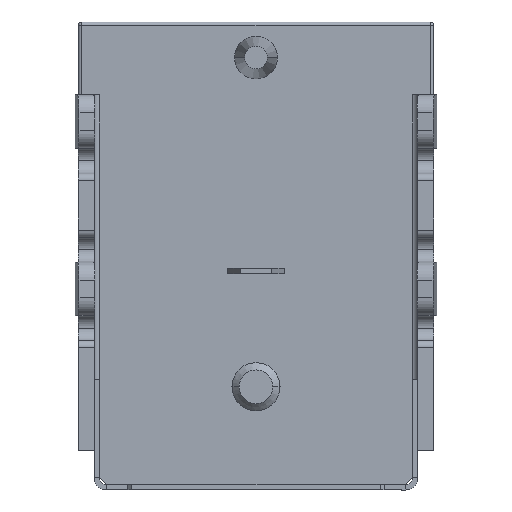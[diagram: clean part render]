
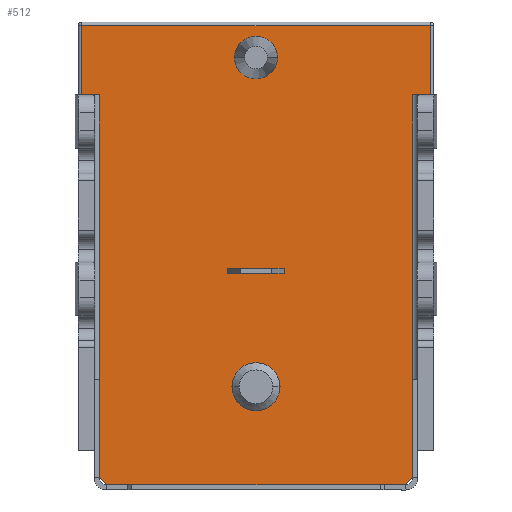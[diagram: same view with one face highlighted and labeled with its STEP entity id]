
A CAD part, front view. The second image highlights one B-rep face of the part: STEP entity #512.
In plain terms, the highlighted planar face has unit normal (0, -1, 0).
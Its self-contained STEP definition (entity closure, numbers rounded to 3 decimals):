
#60 = LINE ( 'NONE', #5311, #2152 ) ;
#137 = CARTESIAN_POINT ( 'NONE',  ( 4.4, -5., 10.936 ) ) ;
#167 = FACE_OUTER_BOUND ( 'NONE', #3603, .T. ) ;
#205 = CARTESIAN_POINT ( 'NONE',  ( -0.675, -5., -10.25 ) ) ;
#269 = CARTESIAN_POINT ( 'NONE',  ( 4.4, -5., -2.05 ) ) ;
#280 = AXIS2_PLACEMENT_3D ( 'NONE', #4280, #1910, #1185 ) ;
#319 = DIRECTION ( 'NONE',  ( 1., 0., 0. ) ) ;
#337 = ORIENTED_EDGE ( 'NONE', *, *, #5457, .F. ) ;
#395 = CARTESIAN_POINT ( 'NONE',  ( -5., -5., -16.192 ) ) ;
#433 = VECTOR ( 'NONE', #8882, 1000. ) ;
#460 = VERTEX_POINT ( 'NONE', #7499 ) ;
#512 = ADVANCED_FACE ( 'NONE', ( #4757, #167 ), #9881, .T. ) ;
#704 = LINE ( 'NONE', #5736, #8759 ) ;
#790 = LINE ( 'NONE', #5686, #2028 ) ;
#900 = VERTEX_POINT ( 'NONE', #10191 ) ;
#1111 = AXIS2_PLACEMENT_3D ( 'NONE', #395, #8321, #1287 ) ;
#1180 = VECTOR ( 'NONE', #3392, 1000. ) ;
#1185 = DIRECTION ( 'NONE',  ( 1., 0., 0. ) ) ;
#1287 = DIRECTION ( 'NONE',  ( 1., 0., 0. ) ) ;
#1602 = EDGE_CURVE ( 'NONE', #1908, #4318, #704, .T. ) ;
#1712 = CARTESIAN_POINT ( 'NONE',  ( -3.004, -5., -14.196 ) ) ;
#1908 = VERTEX_POINT ( 'NONE', #3948 ) ;
#1910 = DIRECTION ( 'NONE',  ( 0., -1., 0. ) ) ;
#2028 = VECTOR ( 'NONE', #9683, 1000. ) ;
#2152 = VECTOR ( 'NONE', #7716, 1000. ) ;
#2218 = ORIENTED_EDGE ( 'NONE', *, *, #2715, .F. ) ;
#2274 = LINE ( 'NONE', #10063, #6348 ) ;
#2337 = AXIS2_PLACEMENT_3D ( 'NONE', #8183, #4930, #319 ) ;
#2424 = LINE ( 'NONE', #137, #433 ) ;
#2451 = LINE ( 'NONE', #1712, #9239 ) ;
#2683 = ORIENTED_EDGE ( 'NONE', *, *, #3899, .T. ) ;
#2715 = EDGE_CURVE ( 'NONE', #460, #4317, #790, .T. ) ;
#2821 = ORIENTED_EDGE ( 'NONE', *, *, #8960, .F. ) ;
#2941 = CIRCLE ( 'NONE', #280, 0.675 ) ;
#3126 = EDGE_CURVE ( 'NONE', #8149, #8478, #2274, .T. ) ;
#3140 = EDGE_CURVE ( 'NONE', #460, #1908, #10214, .T. ) ;
#3392 = DIRECTION ( 'NONE',  ( 0.707, 0., 0.707 ) ) ;
#3554 = DIRECTION ( 'NONE',  ( -1., 0., 0. ) ) ;
#3566 = VERTEX_POINT ( 'NONE', #7359 ) ;
#3603 = EDGE_LOOP ( 'NONE', ( #9071, #9394, #9248, #2218, #7145, #7992, #4905, #337, #2683, #10010 ) ) ;
#3899 = EDGE_CURVE ( 'NONE', #4510, #900, #5546, .T. ) ;
#3937 = DIRECTION ( 'NONE',  ( 0., 0., 1. ) ) ;
#3948 = CARTESIAN_POINT ( 'NONE',  ( 4.9, -5., -0.1 ) ) ;
#3993 = VECTOR ( 'NONE', #3554, 1000. ) ;
#4112 = LINE ( 'NONE', #8299, #3993 ) ;
#4144 = ORIENTED_EDGE ( 'NONE', *, *, #7610, .F. ) ;
#4280 = CARTESIAN_POINT ( 'NONE',  ( 0., -5., -10.25 ) ) ;
#4317 = VERTEX_POINT ( 'NONE', #269 ) ;
#4318 = VERTEX_POINT ( 'NONE', #6592 ) ;
#4510 = VERTEX_POINT ( 'NONE', #6581 ) ;
#4757 = FACE_BOUND ( 'NONE', #9308, .T. ) ;
#4905 = ORIENTED_EDGE ( 'NONE', *, *, #6974, .T. ) ;
#4930 = DIRECTION ( 'NONE',  ( 0., -1., 0. ) ) ;
#5311 = CARTESIAN_POINT ( 'NONE',  ( -4.9, -5., -16.192 ) ) ;
#5330 = CARTESIAN_POINT ( 'NONE',  ( -4.4, -5., 10.936 ) ) ;
#5457 = EDGE_CURVE ( 'NONE', #4510, #9459, #4112, .T. ) ;
#5546 = LINE ( 'NONE', #5330, #6405 ) ;
#5686 = CARTESIAN_POINT ( 'NONE',  ( -5., -5., -2.05 ) ) ;
#5736 = CARTESIAN_POINT ( 'NONE',  ( -5., -5., -0.1 ) ) ;
#6243 = CARTESIAN_POINT ( 'NONE',  ( 4.9, -5., -16.192 ) ) ;
#6348 = VECTOR ( 'NONE', #10100, 1000. ) ;
#6405 = VECTOR ( 'NONE', #10233, 1000. ) ;
#6581 = CARTESIAN_POINT ( 'NONE',  ( -4.4, -5., -2.05 ) ) ;
#6592 = CARTESIAN_POINT ( 'NONE',  ( -4.9, -5., -0.1 ) ) ;
#6681 = EDGE_CURVE ( 'NONE', #4317, #3566, #2424, .T. ) ;
#6791 = VERTEX_POINT ( 'NONE', #9041 ) ;
#6943 = CARTESIAN_POINT ( 'NONE',  ( 4.2, -5., -13. ) ) ;
#6974 = EDGE_CURVE ( 'NONE', #4318, #9459, #60, .T. ) ;
#7145 = ORIENTED_EDGE ( 'NONE', *, *, #3140, .T. ) ;
#7255 = DIRECTION ( 'NONE',  ( 0.707, 0., -0.707 ) ) ;
#7359 = CARTESIAN_POINT ( 'NONE',  ( 4.4, -5., -12.8 ) ) ;
#7362 = CIRCLE ( 'NONE', #2337, 0.675 ) ;
#7499 = CARTESIAN_POINT ( 'NONE',  ( 4.9, -5., -2.05 ) ) ;
#7610 = EDGE_CURVE ( 'NONE', #6791, #9924, #7362, .T. ) ;
#7716 = DIRECTION ( 'NONE',  ( 0., 0., -1. ) ) ;
#7992 = ORIENTED_EDGE ( 'NONE', *, *, #1602, .T. ) ;
#8149 = VERTEX_POINT ( 'NONE', #9613 ) ;
#8183 = CARTESIAN_POINT ( 'NONE',  ( 0., -5., -10.25 ) ) ;
#8299 = CARTESIAN_POINT ( 'NONE',  ( -5., -5., -2.05 ) ) ;
#8321 = DIRECTION ( 'NONE',  ( 0., -1., 0. ) ) ;
#8478 = VERTEX_POINT ( 'NONE', #6943 ) ;
#8759 = VECTOR ( 'NONE', #9764, 1000. ) ;
#8807 = EDGE_CURVE ( 'NONE', #900, #8149, #2451, .T. ) ;
#8860 = LINE ( 'NONE', #9726, #1180 ) ;
#8882 = DIRECTION ( 'NONE',  ( 0., 0., -1. ) ) ;
#8960 = EDGE_CURVE ( 'NONE', #9924, #6791, #2941, .T. ) ;
#9041 = CARTESIAN_POINT ( 'NONE',  ( 0.675, -5., -10.25 ) ) ;
#9071 = ORIENTED_EDGE ( 'NONE', *, *, #3126, .T. ) ;
#9094 = CARTESIAN_POINT ( 'NONE',  ( -4.9, -5., -2.05 ) ) ;
#9239 = VECTOR ( 'NONE', #7255, 1000. ) ;
#9248 = ORIENTED_EDGE ( 'NONE', *, *, #6681, .F. ) ;
#9308 = EDGE_LOOP ( 'NONE', ( #2821, #4144 ) ) ;
#9369 = EDGE_CURVE ( 'NONE', #8478, #3566, #8860, .T. ) ;
#9394 = ORIENTED_EDGE ( 'NONE', *, *, #9369, .T. ) ;
#9459 = VERTEX_POINT ( 'NONE', #9094 ) ;
#9613 = CARTESIAN_POINT ( 'NONE',  ( -4.2, -5., -13. ) ) ;
#9683 = DIRECTION ( 'NONE',  ( -1., 0., 0. ) ) ;
#9726 = CARTESIAN_POINT ( 'NONE',  ( -1.996, -5., -19.196 ) ) ;
#9764 = DIRECTION ( 'NONE',  ( -1., 0., 0. ) ) ;
#9881 = PLANE ( 'NONE',  #1111 ) ;
#9924 = VERTEX_POINT ( 'NONE', #205 ) ;
#9951 = VECTOR ( 'NONE', #3937, 1000. ) ;
#10010 = ORIENTED_EDGE ( 'NONE', *, *, #8807, .T. ) ;
#10063 = CARTESIAN_POINT ( 'NONE',  ( -4.4, -5., -13. ) ) ;
#10100 = DIRECTION ( 'NONE',  ( 1., 0., 0. ) ) ;
#10191 = CARTESIAN_POINT ( 'NONE',  ( -4.4, -5., -12.8 ) ) ;
#10214 = LINE ( 'NONE', #6243, #9951 ) ;
#10233 = DIRECTION ( 'NONE',  ( 0., 0., -1. ) ) ;
